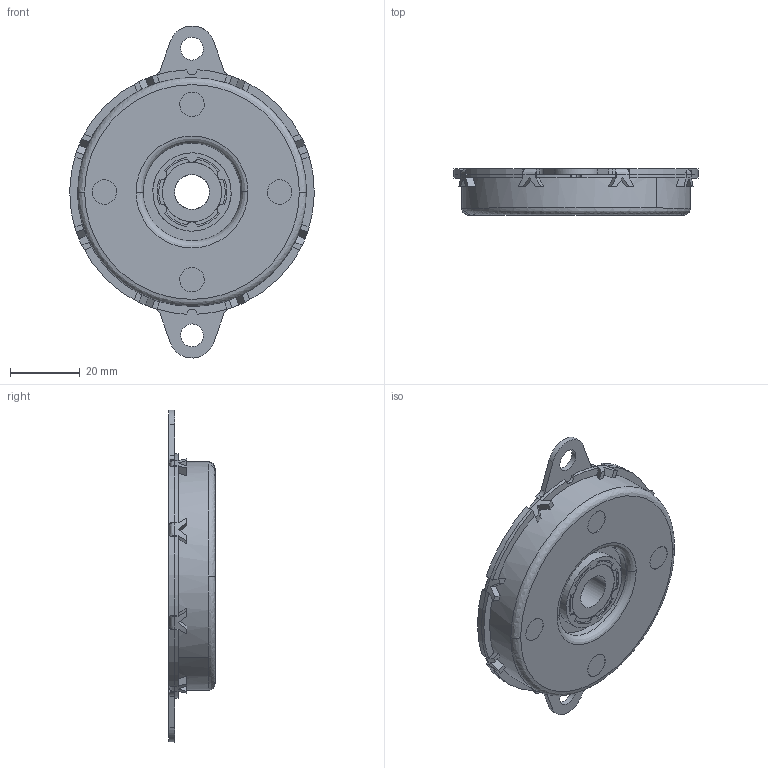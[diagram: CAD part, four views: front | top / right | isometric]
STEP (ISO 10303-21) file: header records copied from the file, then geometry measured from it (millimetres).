
FILE_DESCRIPTION((''),'2;1');
FILE_NAME('','2007-04-03T10:02:19',(''),(''),'','CADfix','');
FILE_SCHEMA(('AUTOMOTIVE_DESIGN { 1 0 10303 214 1 1 1 1 }'));
Length unit declared in the file: millimetre
Bounding box: 70 x 13.2 x 94.99 mm (x, y, z)
Volume: 43451.1 mm3; surface area: 14335.7 mm2
Topology: 2 solids, 2 shells, 287 faces, 848 edges, 579 vertices
Faces by surface type: bspline 287
Entity records: 9651 total; most frequent: CARTESIAN_POINT 4984, ORIENTED_EDGE 1696, EDGE_CURVE 848, VERTEX_POINT 579, QUASI_UNIFORM_CURVE 385, EDGE_LOOP 309, FACE_OUTER_BOUND 287, ADVANCED_FACE 287
